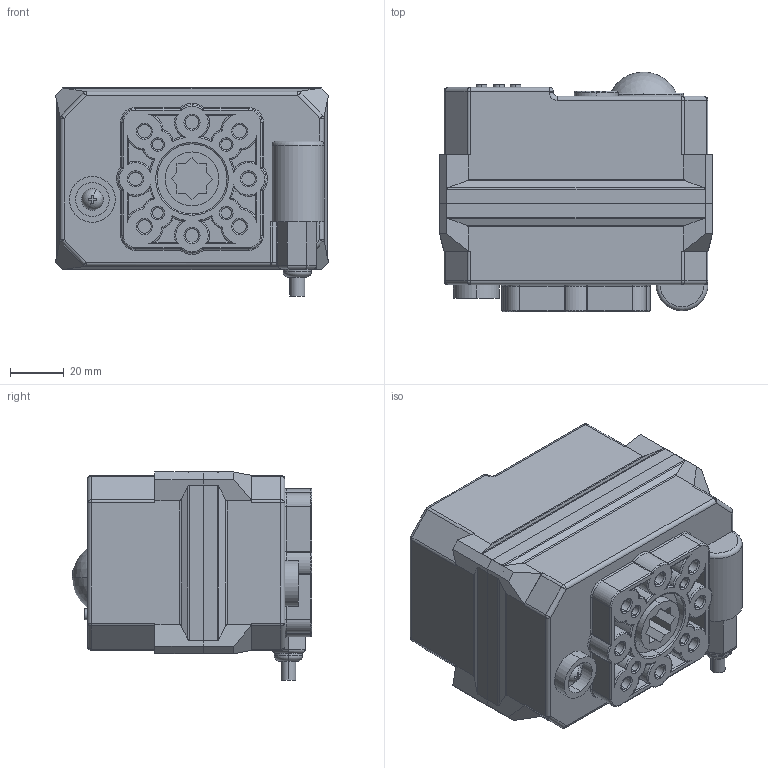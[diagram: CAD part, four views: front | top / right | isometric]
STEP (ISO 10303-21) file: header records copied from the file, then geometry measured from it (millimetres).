
FILE_DESCRIPTION (( 'STEP AP214' ), '1' );
FILE_NAME ('AVAS20.STEP', '2017-02-10T20:31:45', ( 'LICENSED' ), ( 'Microsoft' ), 'SwSTEP 2.0', 'SolidWorks 2014', '' );
FILE_SCHEMA (( 'AUTOMOTIVE_DESIGN' ));
Length unit declared in the file: millimetre
Products named in the file (1): AVAS20
Bounding box: 101.36 x 89 x 77.25 mm (x, y, z)
Volume: 480237.7 mm3; surface area: 47746 mm2
Topology: 1 solids, 1 shells, 548 faces, 1288 edges, 760 vertices
Faces by surface type: plane 215, cylinder 206, torus 96, sphere 30, bspline 1
Entity records: 18603 total; most frequent: CARTESIAN_POINT 3084, DIRECTION 2806, ORIENTED_EDGE 2514, EDGE_CURVE 1257, AXIS2_PLACEMENT_3D 1090, VERTEX_POINT 758, LINE 626, VECTOR 626
